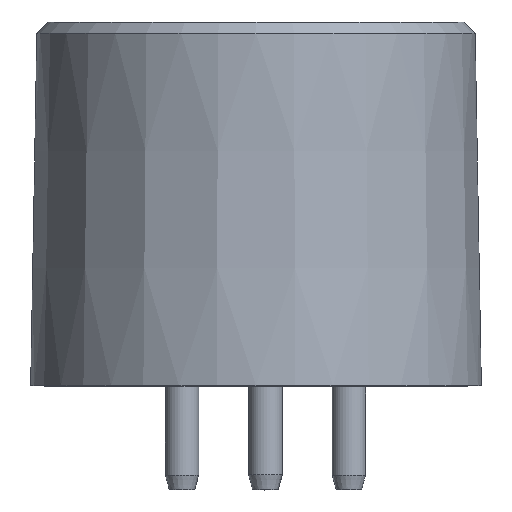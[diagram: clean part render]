
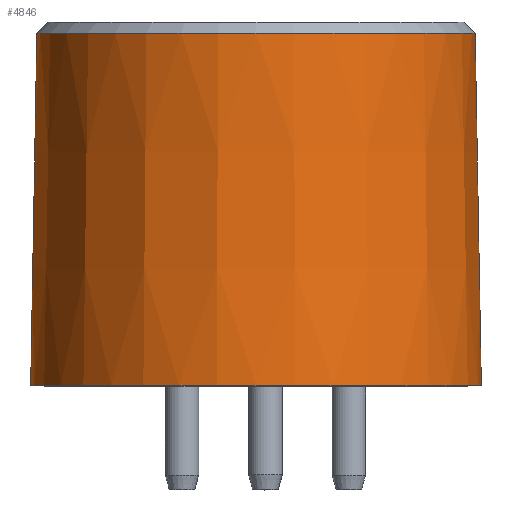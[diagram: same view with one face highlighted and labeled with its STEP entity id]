
A CAD part, top view. The second image highlights one B-rep face of the part: STEP entity #4846.
In plain terms, the highlighted conical face has half-angle 1 degrees and reference radius 10 mm.
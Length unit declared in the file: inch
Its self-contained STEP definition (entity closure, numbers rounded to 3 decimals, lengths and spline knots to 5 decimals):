
#6 = CONICAL_SURFACE ( 'NONE', #2839, 0.3937, 0.017 ) ;
#53 = EDGE_CURVE ( 'NONE', #425, #425, #3500, .T. ) ;
#425 = VERTEX_POINT ( 'NONE', #3300 ) ;
#442 = EDGE_LOOP ( 'NONE', ( #2050 ) ) ;
#556 = DIRECTION ( 'NONE',  ( -1., 0., 0. ) ) ;
#746 = FACE_OUTER_BOUND ( 'NONE', #4228, .T. ) ;
#851 = ORIENTED_EDGE ( 'NONE', *, *, #2077, .F. ) ;
#1036 = CARTESIAN_POINT ( 'NONE',  ( -2.80841, 0.34597, 0.81114 ) ) ;
#1150 = VERTEX_POINT ( 'NONE', #1036 ) ;
#1322 = DIRECTION ( 'NONE',  ( 0., -1., 0. ) ) ;
#1682 = CARTESIAN_POINT ( 'NONE',  ( -2.4033, 0.34597, 0.81114 ) ) ;
#2050 = ORIENTED_EDGE ( 'NONE', *, *, #53, .T. ) ;
#2057 = AXIS2_PLACEMENT_3D ( 'NONE', #1682, #2509, #556 ) ;
#2077 = EDGE_CURVE ( 'NONE', #1150, #1150, #3963, .T. ) ;
#2375 = DIRECTION ( 'NONE',  ( 0., -1., 0. ) ) ;
#2509 = DIRECTION ( 'NONE',  ( 0., -1., 0. ) ) ;
#2839 = AXIS2_PLACEMENT_3D ( 'NONE', #4294, #2375, #4978 ) ;
#2864 = DIRECTION ( 'NONE',  ( -1., 0., 0. ) ) ;
#3232 = AXIS2_PLACEMENT_3D ( 'NONE', #4032, #1322, #2864 ) ;
#3300 = CARTESIAN_POINT ( 'NONE',  ( -2.79735, 0.97948, 0.81114 ) ) ;
#3500 = CIRCLE ( 'NONE', #3232, 0.39405 ) ;
#3963 = CIRCLE ( 'NONE', #2057, 0.40511 ) ;
#4032 = CARTESIAN_POINT ( 'NONE',  ( -2.4033, 0.97948, 0.81114 ) ) ;
#4189 = FACE_BOUND ( 'NONE', #442, .T. ) ;
#4228 = EDGE_LOOP ( 'NONE', ( #851 ) ) ;
#4294 = CARTESIAN_POINT ( 'NONE',  ( -2.4033, 0.99951, 0.81114 ) ) ;
#4846 = ADVANCED_FACE ( 'NONE', ( #4189, #746 ), #6, .T. ) ;
#4978 = DIRECTION ( 'NONE',  ( -1., 0., 0. ) ) ;
